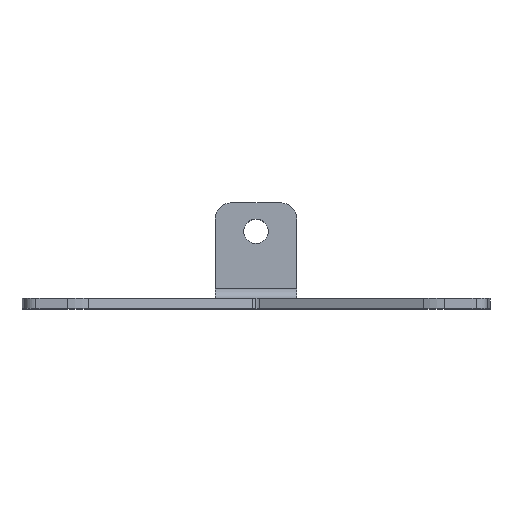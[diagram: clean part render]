
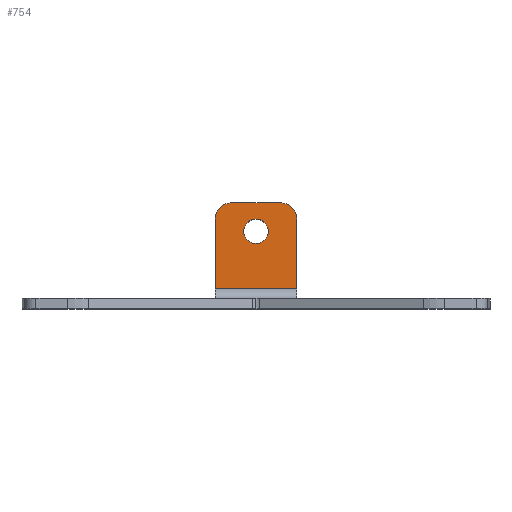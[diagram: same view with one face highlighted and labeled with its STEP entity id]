
A CAD part, top view. The second image highlights one B-rep face of the part: STEP entity #754.
In plain terms, the highlighted planar face has unit normal (0, 0, 1).
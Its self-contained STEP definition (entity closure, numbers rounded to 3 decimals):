
#18 = VECTOR ( 'NONE', #1211, 1000. ) ;
#106 = EDGE_CURVE ( 'NONE', #1464, #456, #2138, .T. ) ;
#178 = DIRECTION ( 'NONE',  ( -1., 0., 0. ) ) ;
#205 = CARTESIAN_POINT ( 'NONE',  ( 10., 26., 25.5 ) ) ;
#247 = CARTESIAN_POINT ( 'NONE',  ( -10., 5., 25.5 ) ) ;
#260 = VERTEX_POINT ( 'NONE', #1995 ) ;
#266 = CARTESIAN_POINT ( 'NONE',  ( -3., 19., 25.5 ) ) ;
#278 = DIRECTION ( 'NONE',  ( -1., 0., 0. ) ) ;
#355 = VERTEX_POINT ( 'NONE', #1808 ) ;
#456 = VERTEX_POINT ( 'NONE', #247 ) ;
#461 = EDGE_CURVE ( 'NONE', #456, #3129, #2478, .T. ) ;
#486 = LINE ( 'NONE', #205, #2924 ) ;
#556 = VERTEX_POINT ( 'NONE', #756 ) ;
#577 = CIRCLE ( 'NONE', #2101, 4. ) ;
#585 = EDGE_CURVE ( 'NONE', #1836, #1464, #1572, .T. ) ;
#645 = DIRECTION ( 'NONE',  ( 0., 0., -1. ) ) ;
#672 = CIRCLE ( 'NONE', #1789, 3. ) ;
#680 = ORIENTED_EDGE ( 'NONE', *, *, #106, .T. ) ;
#711 = CARTESIAN_POINT ( 'NONE',  ( 0., 19., 25.5 ) ) ;
#754 = ADVANCED_FACE ( 'NONE', ( #1395, #2118 ), #1406, .F. ) ;
#756 = CARTESIAN_POINT ( 'NONE',  ( 6., 26., 25.5 ) ) ;
#846 = ORIENTED_EDGE ( 'NONE', *, *, #585, .T. ) ;
#868 = EDGE_LOOP ( 'NONE', ( #2775, #1887 ) ) ;
#870 = AXIS2_PLACEMENT_3D ( 'NONE', #2679, #1458, #278 ) ;
#1124 = AXIS2_PLACEMENT_3D ( 'NONE', #2845, #645, #178 ) ;
#1157 = ORIENTED_EDGE ( 'NONE', *, *, #1880, .F. ) ;
#1211 = DIRECTION ( 'NONE',  ( 0., -1., 0. ) ) ;
#1218 = CARTESIAN_POINT ( 'NONE',  ( 10., 5., 25.5 ) ) ;
#1323 = DIRECTION ( 'NONE',  ( 0., -1., 0. ) ) ;
#1327 = VERTEX_POINT ( 'NONE', #266 ) ;
#1395 = FACE_BOUND ( 'NONE', #868, .T. ) ;
#1406 = PLANE ( 'NONE',  #1124 ) ;
#1412 = DIRECTION ( 'NONE',  ( 0., 0., 1. ) ) ;
#1413 = ORIENTED_EDGE ( 'NONE', *, *, #461, .T. ) ;
#1419 = CARTESIAN_POINT ( 'NONE',  ( 0., 19., 25.5 ) ) ;
#1451 = DIRECTION ( 'NONE',  ( 0., 0., 1. ) ) ;
#1458 = DIRECTION ( 'NONE',  ( 0., 0., 1. ) ) ;
#1464 = VERTEX_POINT ( 'NONE', #2791 ) ;
#1572 = CIRCLE ( 'NONE', #870, 4. ) ;
#1575 = LINE ( 'NONE', #2129, #1844 ) ;
#1584 = AXIS2_PLACEMENT_3D ( 'NONE', #1419, #1451, #1914 ) ;
#1586 = EDGE_CURVE ( 'NONE', #1327, #355, #672, .T. ) ;
#1592 = EDGE_CURVE ( 'NONE', #260, #556, #577, .T. ) ;
#1789 = AXIS2_PLACEMENT_3D ( 'NONE', #711, #2662, #2596 ) ;
#1808 = CARTESIAN_POINT ( 'NONE',  ( 3., 19., 25.5 ) ) ;
#1836 = VERTEX_POINT ( 'NONE', #2644 ) ;
#1844 = VECTOR ( 'NONE', #1323, 1000. ) ;
#1880 = EDGE_CURVE ( 'NONE', #260, #3129, #1575, .T. ) ;
#1887 = ORIENTED_EDGE ( 'NONE', *, *, #1586, .F. ) ;
#1914 = DIRECTION ( 'NONE',  ( 1., 0., 0. ) ) ;
#1995 = CARTESIAN_POINT ( 'NONE',  ( 10., 22., 25.5 ) ) ;
#2085 = EDGE_CURVE ( 'NONE', #355, #1327, #2974, .T. ) ;
#2101 = AXIS2_PLACEMENT_3D ( 'NONE', #2634, #1412, #2383 ) ;
#2118 = FACE_OUTER_BOUND ( 'NONE', #2171, .T. ) ;
#2129 = CARTESIAN_POINT ( 'NONE',  ( 10., 26., 25.5 ) ) ;
#2134 = ORIENTED_EDGE ( 'NONE', *, *, #2142, .F. ) ;
#2138 = LINE ( 'NONE', #3112, #18 ) ;
#2142 = EDGE_CURVE ( 'NONE', #1836, #556, #486, .T. ) ;
#2171 = EDGE_LOOP ( 'NONE', ( #680, #1413, #1157, #2226, #2134, #846 ) ) ;
#2226 = ORIENTED_EDGE ( 'NONE', *, *, #1592, .T. ) ;
#2227 = DIRECTION ( 'NONE',  ( 1., 0., 0. ) ) ;
#2383 = DIRECTION ( 'NONE',  ( -1., 0., 0. ) ) ;
#2439 = VECTOR ( 'NONE', #2227, 1000. ) ;
#2478 = LINE ( 'NONE', #1218, #2439 ) ;
#2596 = DIRECTION ( 'NONE',  ( 1., 0., 0. ) ) ;
#2634 = CARTESIAN_POINT ( 'NONE',  ( 6., 22., 25.5 ) ) ;
#2644 = CARTESIAN_POINT ( 'NONE',  ( -6., 26., 25.5 ) ) ;
#2662 = DIRECTION ( 'NONE',  ( 0., 0., 1. ) ) ;
#2679 = CARTESIAN_POINT ( 'NONE',  ( -6., 22., 25.5 ) ) ;
#2775 = ORIENTED_EDGE ( 'NONE', *, *, #2085, .F. ) ;
#2776 = CARTESIAN_POINT ( 'NONE',  ( 10., 5., 25.5 ) ) ;
#2791 = CARTESIAN_POINT ( 'NONE',  ( -10., 22., 25.5 ) ) ;
#2845 = CARTESIAN_POINT ( 'NONE',  ( 10., 26., 25.5 ) ) ;
#2924 = VECTOR ( 'NONE', #3021, 1000. ) ;
#2974 = CIRCLE ( 'NONE', #1584, 3. ) ;
#3021 = DIRECTION ( 'NONE',  ( 1., 0., 0. ) ) ;
#3112 = CARTESIAN_POINT ( 'NONE',  ( -10., 26., 25.5 ) ) ;
#3129 = VERTEX_POINT ( 'NONE', #2776 ) ;
